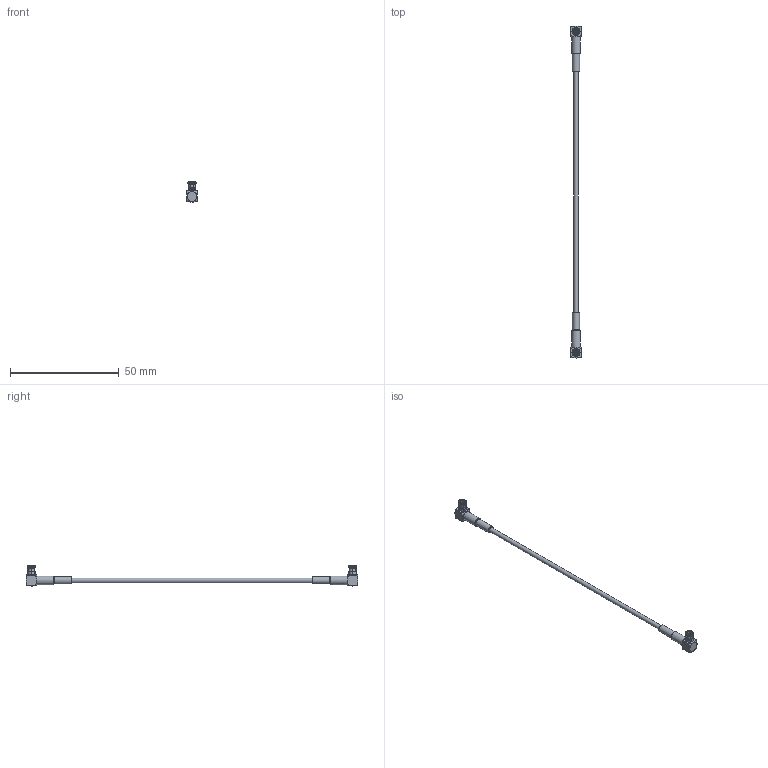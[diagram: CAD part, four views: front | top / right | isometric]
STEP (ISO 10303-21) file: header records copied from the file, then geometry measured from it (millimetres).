
FILE_DESCRIPTION(/* description */ ('Unknown'),/* implementation_level */ '2;1');
FILE_NAME(/* name */ '655021104xxx01',/* time_stamp */ '2020-01-20T09:39:07+01:00',/* author */ ('Unknown'),/* organization */ ('Unknown'),/* preprocessor_version */ 'ST-DEVELOPER v16.7',/* originating_system */ 'DEX',/* authorisation */ $);
FILE_SCHEMA (('AUTOMOTIVE_DESIGN {1 0 10303 214 3 1 1}'));
Products named in the file (1): 655021104xxx01
Bounding box: 5 x 152.4 x 9.4 mm (x, y, z)
Volume: 929.7 mm3; surface area: 2119.5 mm2
Topology: 1 solids, 1 shells, 2510 faces, 5273 edges, 2783 vertices
Faces by surface type: bspline 1760, cylinder 524, plane 156, cone 64, torus 6
Full cylindrical faces by diameter (mm): 0.5 x2, 0.87 x2, 0.96 x2, 1.53 x1, 1.8 x2, 1.9 x2, 2.04 x2, 2.1 x1, 2.3 x2, 2.5 x2, 3 x2, 3.3 x2, 3.4 x2, 3.7 x2, 4 x2
Entity records: 108800 total; most frequent: CARTESIAN_POINT 57599, ORIENTED_EDGE 10398, EDGE_CURVE 5199, VERTEX_POINT 2761, DIRECTION 2612, FACE_BOUND 2580, EDGE_LOOP 2578, STYLED_ITEM 2510
